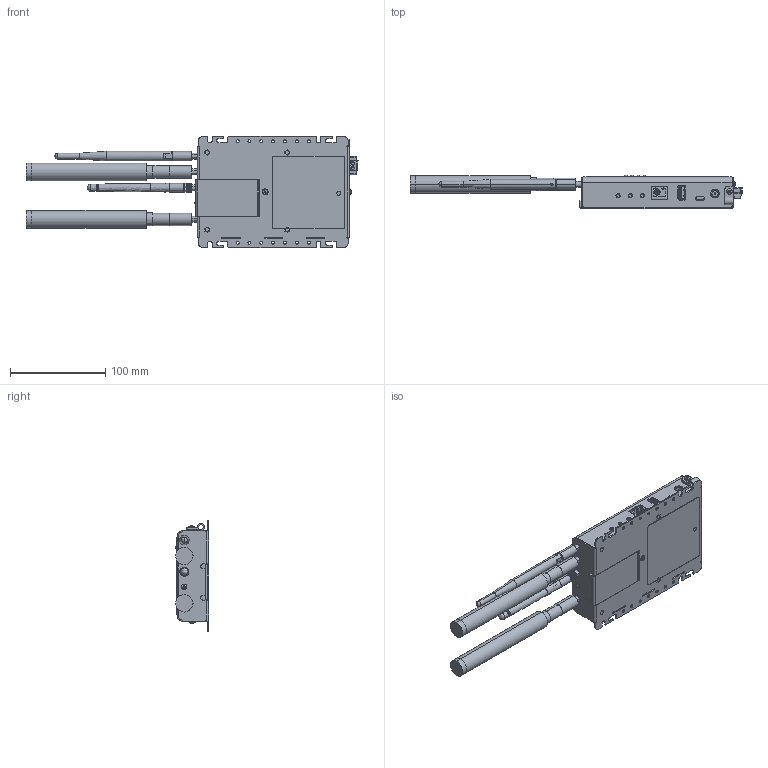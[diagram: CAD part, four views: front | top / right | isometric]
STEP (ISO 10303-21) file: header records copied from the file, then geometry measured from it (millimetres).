
FILE_DESCRIPTION (( 'STEP AP203' ), '1' );
FILE_NAME ('e20-ref-120-012001-031-082217.STEP', '2017-08-22T16:23:34', ( '' ), ( '' ), 'SwSTEP 2.0', 'SolidWorks 2017', '' );
FILE_SCHEMA (( 'CONFIG_CONTROL_DESIGN' ));
Products named in the file (1): e20-ref-120-012001-031-082217
Bounding box: 349.42 x 35.3 x 116.84 mm (x, y, z)
Surface area: 151208.2 mm2 (no closed solid volume)
Topology: 0 solids, 147 shells, 910 faces, 3766 edges, 2961 vertices
Faces by surface type: plane 448, cylinder 277, bspline 131, cone 39, torus 12, sphere 3
Entity records: 53840 total; most frequent: CARTESIAN_POINT 25237, ORIENTED_EDGE 5594, DIRECTION 4996, EDGE_CURVE 3744, VERTEX_POINT 2961, LINE 1880, VECTOR 1880, AXIS2_PLACEMENT_3D 1558
